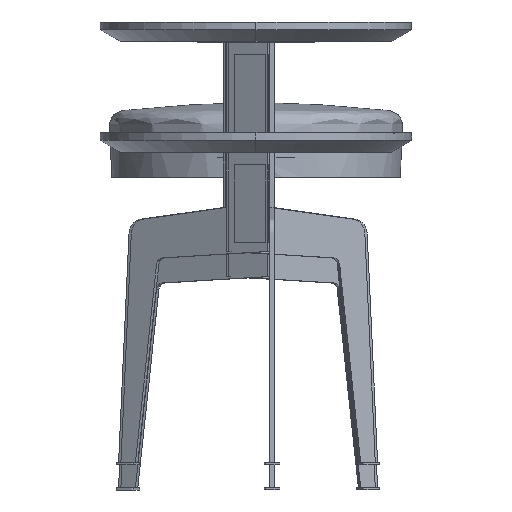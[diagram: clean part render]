
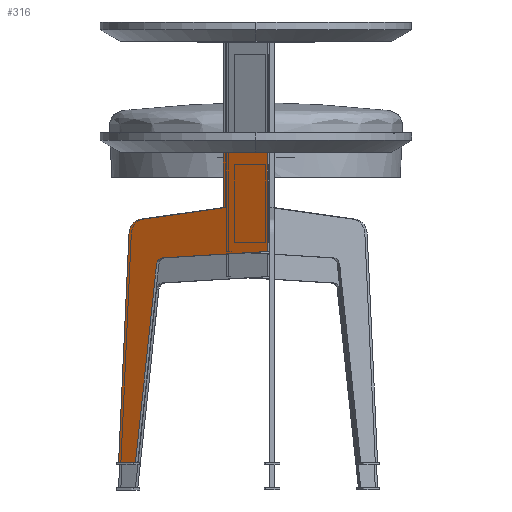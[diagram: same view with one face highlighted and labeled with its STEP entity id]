
A CAD part, left-side view. The second image highlights one B-rep face of the part: STEP entity #316.
In plain terms, the highlighted free-form (B-spline) face has degree [1, 1] with [2, 2] control points.
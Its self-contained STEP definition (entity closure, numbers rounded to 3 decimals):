
#140=B_SPLINE_SURFACE_WITH_KNOTS($,1,1,((#5313,#5314),(#5315,#5316)),.UNSPECIFIED.,
.F.,.F.,.F.,(2,2),(2,2),(0.,220.),(0.,397.),.UNSPECIFIED.);
#316=ADVANCED_FACE($,(#526),#140,.T.);
#526=FACE_OUTER_BOUND($,#736,.T.);
#736=EDGE_LOOP($,(#1331,#1332,#1333,#1334,#1335,#1336));
#1331=ORIENTED_EDGE($,*,*,#1910,.T.);
#1332=ORIENTED_EDGE($,*,*,#1917,.T.);
#1333=ORIENTED_EDGE($,*,*,#1916,.T.);
#1334=ORIENTED_EDGE($,*,*,#1915,.T.);
#1335=ORIENTED_EDGE($,*,*,#1914,.T.);
#1336=ORIENTED_EDGE($,*,*,#1913,.T.);
#1910=EDGE_CURVE($,#2234,#2240,#2608,.T.);
#1913=EDGE_CURVE($,#2236,#2234,#2791,.T.);
#1914=EDGE_CURVE($,#2237,#2236,#2611,.T.);
#1915=EDGE_CURVE($,#2238,#2237,#2612,.T.);
#1916=EDGE_CURVE($,#2239,#2238,#2613,.T.);
#1917=EDGE_CURVE($,#2240,#2239,#2792,.T.);
#2234=VERTEX_POINT($,#5365);
#2236=VERTEX_POINT($,#5367);
#2237=VERTEX_POINT($,#5368);
#2238=VERTEX_POINT($,#5369);
#2239=VERTEX_POINT($,#5370);
#2240=VERTEX_POINT($,#5371);
#2608=B_SPLINE_CURVE_WITH_KNOTS($,1,(#5257,#5258),.UNSPECIFIED.,.F.,.F.,
(2,2),(0.,25.),.UNSPECIFIED.);
#2611=B_SPLINE_CURVE_WITH_KNOTS($,1,(#5270,#5271),.UNSPECIFIED.,.F.,.F.,
(2,2),(640.858,710.882),.UNSPECIFIED.);
#2612=B_SPLINE_CURVE_WITH_KNOTS($,1,(#5272,#5273),.UNSPECIFIED.,.F.,.F.,
(2,2),(575.662,640.858),.UNSPECIFIED.);
#2613=B_SPLINE_CURVE_WITH_KNOTS($,1,(#5274,#5275),.UNSPECIFIED.,.F.,.F.,
(2,2),(449.254,575.662),.UNSPECIFIED.);
#2791=(
BOUNDED_CURVE()
B_SPLINE_CURVE(2,(#5263,#5264,#5265,#5266,#5267,#5268,#5269),.UNSPECIFIED.,
.F.,.F.)
B_SPLINE_CURVE_WITH_KNOTS((3,2,2,3),(710.882,833.7,861.626,
1155.232),.UNSPECIFIED.)
CURVE()
GEOMETRIC_REPRESENTATION_ITEM()
RATIONAL_B_SPLINE_CURVE((1.,1.,1.,0.766,1.,1.,1.))
REPRESENTATION_ITEM($)
);
#2792=(
BOUNDED_CURVE()
B_SPLINE_CURVE(2,(#5276,#5277,#5278,#5279,#5280,#5281,#5282),.UNSPECIFIED.,
.F.,.F.)
B_SPLINE_CURVE_WITH_KNOTS((3,2,2,3),(25.,280.636,294.598,
449.254),.UNSPECIFIED.)
CURVE()
GEOMETRIC_REPRESENTATION_ITEM()
RATIONAL_B_SPLINE_CURVE((1.,1.,1.,0.766,1.,1.,1.))
REPRESENTATION_ITEM($)
);
#5257=CARTESIAN_POINT($,(67111.949,-35829.098,2.999));
#5258=CARTESIAN_POINT($,(67099.449,-35850.749,2.999));
#5263=CARTESIAN_POINT($,(67034.547,-35963.162,329.975));
#5264=CARTESIAN_POINT($,(67065.023,-35910.377,322.491));
#5265=CARTESIAN_POINT($,(67095.499,-35857.592,315.007));
#5266=CARTESIAN_POINT($,(67103.827,-35843.166,312.962));
#5267=CARTESIAN_POINT($,(67104.266,-35842.406,296.203));
#5268=CARTESIAN_POINT($,(67108.108,-35835.752,149.601));
#5269=CARTESIAN_POINT($,(67111.949,-35829.098,2.999));
#5270=CARTESIAN_POINT($,(67034.547,-35963.162,399.999));
#5271=CARTESIAN_POINT($,(67034.547,-35963.162,329.975));
#5272=CARTESIAN_POINT($,(67001.949,-36019.624,399.999));
#5273=CARTESIAN_POINT($,(67034.547,-35963.162,399.999));
#5274=CARTESIAN_POINT($,(67001.949,-36019.624,273.591));
#5275=CARTESIAN_POINT($,(67001.949,-36019.624,399.999));
#5276=CARTESIAN_POINT($,(67099.449,-35850.749,2.999));
#5277=CARTESIAN_POINT($,(67091.661,-35864.239,129.864));
#5278=CARTESIAN_POINT($,(67083.872,-35877.729,256.729));
#5279=CARTESIAN_POINT($,(67083.361,-35878.615,265.057));
#5280=CARTESIAN_POINT($,(67079.171,-35885.872,265.497));
#5281=CARTESIAN_POINT($,(67040.56,-35952.748,269.544));
#5282=CARTESIAN_POINT($,(67001.949,-36019.624,273.591));
#5313=CARTESIAN_POINT($,(67111.949,-35829.098,2.999));
#5314=CARTESIAN_POINT($,(67111.949,-35829.098,399.999));
#5315=CARTESIAN_POINT($,(67001.949,-36019.624,2.999));
#5316=CARTESIAN_POINT($,(67001.949,-36019.624,399.999));
#5365=CARTESIAN_POINT($,(67111.949,-35829.098,2.999));
#5367=CARTESIAN_POINT($,(67034.547,-35963.162,329.975));
#5368=CARTESIAN_POINT($,(67034.547,-35963.162,399.999));
#5369=CARTESIAN_POINT($,(67001.949,-36019.624,399.999));
#5370=CARTESIAN_POINT($,(67001.949,-36019.624,273.591));
#5371=CARTESIAN_POINT($,(67099.449,-35850.749,2.999));
